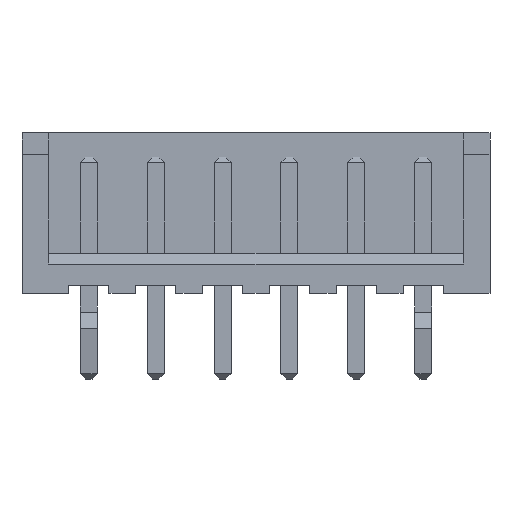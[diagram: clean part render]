
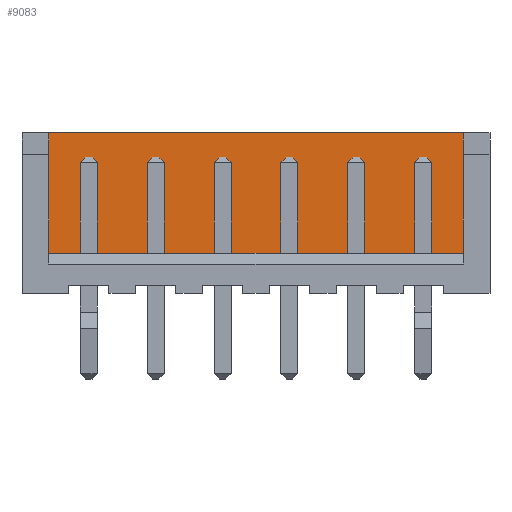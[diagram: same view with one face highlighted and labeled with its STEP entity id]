
A CAD part, front view. The second image highlights one B-rep face of the part: STEP entity #9083.
In plain terms, the highlighted planar face has unit normal (0, -1, 0).
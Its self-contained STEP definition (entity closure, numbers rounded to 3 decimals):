
#3588 = PLANE('',#3589);
#3589 = AXIS2_PLACEMENT_3D('',#3590,#3591,#3592);
#3590 = CARTESIAN_POINT('',(14.,-0.6,1.5));
#3591 = DIRECTION('',(0.,0.,-1.));
#3592 = DIRECTION('',(-1.,0.,0.));
#3644 = PLANE('',#3645);
#3645 = AXIS2_PLACEMENT_3D('',#3646,#3647,#3648);
#3646 = CARTESIAN_POINT('',(-2.5,-2.2,6.));
#3647 = DIRECTION('',(0.,0.,-1.));
#3648 = DIRECTION('',(-1.,0.,0.));
#6196 = VERTEX_POINT('',#6197);
#6197 = CARTESIAN_POINT('',(14.55,1.15,6.));
#6211 = PLANE('',#6212);
#6212 = AXIS2_PLACEMENT_3D('',#6213,#6214,#6215);
#6213 = CARTESIAN_POINT('',(14.55,0.65,6.));
#6214 = DIRECTION('',(1.,0.,0.));
#6215 = DIRECTION('',(0.,1.,0.));
#6223 = EDGE_CURVE('',#6196,#6224,#6226,.T.);
#6224 = VERTEX_POINT('',#6225);
#6225 = CARTESIAN_POINT('',(-2.05,1.15,6.));
#6226 = SURFACE_CURVE('',#6227,(#6231,#6238),.PCURVE_S1.);
#6227 = LINE('',#6228,#6229);
#6228 = CARTESIAN_POINT('',(14.55,1.15,6.));
#6229 = VECTOR('',#6230,1.);
#6230 = DIRECTION('',(-1.,0.,0.));
#6231 = PCURVE('',#3644,#6232);
#6232 = DEFINITIONAL_REPRESENTATION('',(#6233),#6237);
#6233 = LINE('',#6234,#6235);
#6234 = CARTESIAN_POINT('',(-17.05,3.35));
#6235 = VECTOR('',#6236,1.);
#6236 = DIRECTION('',(1.,0.));
#6237 = ( GEOMETRIC_REPRESENTATION_CONTEXT(2)
PARAMETRIC_REPRESENTATION_CONTEXT() REPRESENTATION_CONTEXT('2D SPACE',''
) );
#6238 = PCURVE('',#6239,#6244);
#6239 = PLANE('',#6240);
#6240 = AXIS2_PLACEMENT_3D('',#6241,#6242,#6243);
#6241 = CARTESIAN_POINT('',(14.55,1.15,6.));
#6242 = DIRECTION('',(0.,1.,0.));
#6243 = DIRECTION('',(-1.,0.,0.));
#6244 = DEFINITIONAL_REPRESENTATION('',(#6245),#6249);
#6245 = LINE('',#6246,#6247);
#6246 = CARTESIAN_POINT('',(0.,0.));
#6247 = VECTOR('',#6248,1.);
#6248 = DIRECTION('',(1.,0.));
#6249 = ( GEOMETRIC_REPRESENTATION_CONTEXT(2)
PARAMETRIC_REPRESENTATION_CONTEXT() REPRESENTATION_CONTEXT('2D SPACE',''
) );
#6267 = PLANE('',#6268);
#6268 = AXIS2_PLACEMENT_3D('',#6269,#6270,#6271);
#6269 = CARTESIAN_POINT('',(-2.05,1.15,6.));
#6270 = DIRECTION('',(-1.,0.,0.));
#6271 = DIRECTION('',(0.,-1.,0.));
#6519 = VERTEX_POINT('',#6520);
#6520 = CARTESIAN_POINT('',(-2.05,1.15,1.5));
#6541 = EDGE_CURVE('',#6542,#6519,#6544,.T.);
#6542 = VERTEX_POINT('',#6543);
#6543 = CARTESIAN_POINT('',(14.55,1.15,1.5));
#6544 = SURFACE_CURVE('',#6545,(#6549,#6556),.PCURVE_S1.);
#6545 = LINE('',#6546,#6547);
#6546 = CARTESIAN_POINT('',(14.55,1.15,1.5));
#6547 = VECTOR('',#6548,1.);
#6548 = DIRECTION('',(-1.,0.,0.));
#6549 = PCURVE('',#3588,#6550);
#6550 = DEFINITIONAL_REPRESENTATION('',(#6551),#6555);
#6551 = LINE('',#6552,#6553);
#6552 = CARTESIAN_POINT('',(-0.55,1.75));
#6553 = VECTOR('',#6554,1.);
#6554 = DIRECTION('',(1.,0.));
#6555 = ( GEOMETRIC_REPRESENTATION_CONTEXT(2)
PARAMETRIC_REPRESENTATION_CONTEXT() REPRESENTATION_CONTEXT('2D SPACE',''
) );
#6556 = PCURVE('',#6239,#6557);
#6557 = DEFINITIONAL_REPRESENTATION('',(#6558),#6562);
#6558 = LINE('',#6559,#6560);
#6559 = CARTESIAN_POINT('',(0.,-4.5));
#6560 = VECTOR('',#6561,1.);
#6561 = DIRECTION('',(1.,0.));
#6562 = ( GEOMETRIC_REPRESENTATION_CONTEXT(2)
PARAMETRIC_REPRESENTATION_CONTEXT() REPRESENTATION_CONTEXT('2D SPACE',''
) );
#9060 = EDGE_CURVE('',#6224,#6519,#9061,.T.);
#9061 = SURFACE_CURVE('',#9062,(#9066,#9073),.PCURVE_S1.);
#9062 = LINE('',#9063,#9064);
#9063 = CARTESIAN_POINT('',(-2.05,1.15,6.));
#9064 = VECTOR('',#9065,1.);
#9065 = DIRECTION('',(0.,0.,-1.));
#9066 = PCURVE('',#6267,#9067);
#9067 = DEFINITIONAL_REPRESENTATION('',(#9068),#9072);
#9068 = LINE('',#9069,#9070);
#9069 = CARTESIAN_POINT('',(0.,0.));
#9070 = VECTOR('',#9071,1.);
#9071 = DIRECTION('',(0.,-1.));
#9072 = ( GEOMETRIC_REPRESENTATION_CONTEXT(2)
PARAMETRIC_REPRESENTATION_CONTEXT() REPRESENTATION_CONTEXT('2D SPACE',''
) );
#9073 = PCURVE('',#6239,#9074);
#9074 = DEFINITIONAL_REPRESENTATION('',(#9075),#9079);
#9075 = LINE('',#9076,#9077);
#9076 = CARTESIAN_POINT('',(16.6,0.));
#9077 = VECTOR('',#9078,1.);
#9078 = DIRECTION('',(0.,-1.));
#9079 = ( GEOMETRIC_REPRESENTATION_CONTEXT(2)
PARAMETRIC_REPRESENTATION_CONTEXT() REPRESENTATION_CONTEXT('2D SPACE',''
) );
#9083 = ADVANCED_FACE('',(#9084),#6239,.F.);
#9084 = FACE_BOUND('',#9085,.F.);
#9085 = EDGE_LOOP('',(#9086,#9107,#9108,#9109));
#9086 = ORIENTED_EDGE('',*,*,#9087,.T.);
#9087 = EDGE_CURVE('',#6196,#6542,#9088,.T.);
#9088 = SURFACE_CURVE('',#9089,(#9093,#9100),.PCURVE_S1.);
#9089 = LINE('',#9090,#9091);
#9090 = CARTESIAN_POINT('',(14.55,1.15,6.));
#9091 = VECTOR('',#9092,1.);
#9092 = DIRECTION('',(0.,0.,-1.));
#9093 = PCURVE('',#6239,#9094);
#9094 = DEFINITIONAL_REPRESENTATION('',(#9095),#9099);
#9095 = LINE('',#9096,#9097);
#9096 = CARTESIAN_POINT('',(0.,0.));
#9097 = VECTOR('',#9098,1.);
#9098 = DIRECTION('',(0.,-1.));
#9099 = ( GEOMETRIC_REPRESENTATION_CONTEXT(2)
PARAMETRIC_REPRESENTATION_CONTEXT() REPRESENTATION_CONTEXT('2D SPACE',''
) );
#9100 = PCURVE('',#6211,#9101);
#9101 = DEFINITIONAL_REPRESENTATION('',(#9102),#9106);
#9102 = LINE('',#9103,#9104);
#9103 = CARTESIAN_POINT('',(0.5,0.));
#9104 = VECTOR('',#9105,1.);
#9105 = DIRECTION('',(0.,-1.));
#9106 = ( GEOMETRIC_REPRESENTATION_CONTEXT(2)
PARAMETRIC_REPRESENTATION_CONTEXT() REPRESENTATION_CONTEXT('2D SPACE',''
) );
#9107 = ORIENTED_EDGE('',*,*,#6541,.T.);
#9108 = ORIENTED_EDGE('',*,*,#9060,.F.);
#9109 = ORIENTED_EDGE('',*,*,#6223,.F.);
